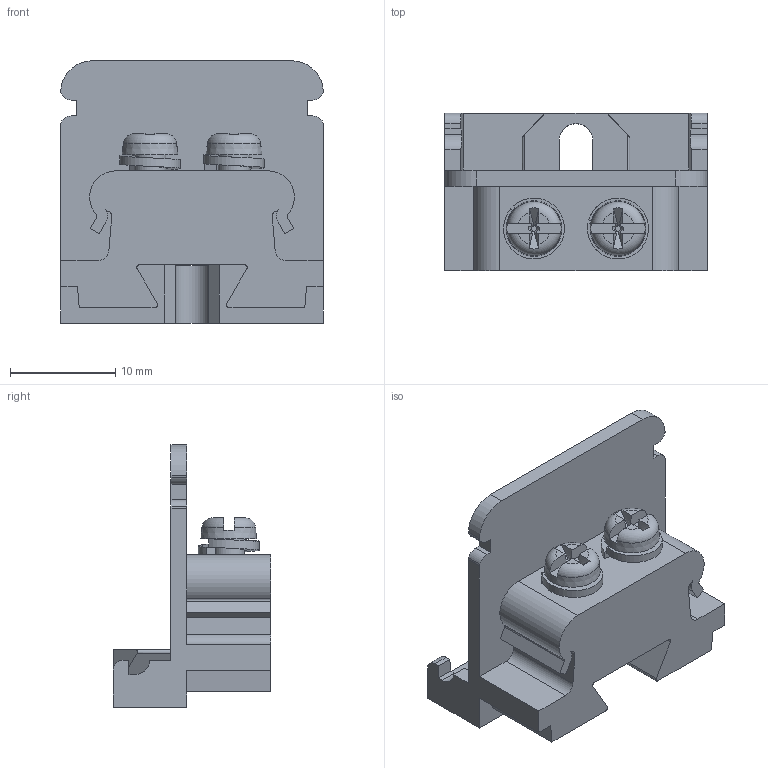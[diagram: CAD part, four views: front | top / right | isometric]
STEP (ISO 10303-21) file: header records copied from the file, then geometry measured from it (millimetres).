
FILE_DESCRIPTION(/* description */ ('Unknown'),/* implementation_level */ '2;1');
FILE_NAME(/* name */ 'PBTM3_3D_SOLID',/* time_stamp */ '2024-12-05T13:35:46+05:00',/* author */ ('Unknown'),/* organization */ ('Unknown'),/* preprocessor_version */ 'ST-DEVELOPER v16.7',/* originating_system */ 'Solid Edge',/* authorisation */ 'Unknown');
FILE_SCHEMA (('AUTOMOTIVE_DESIGN {1 0 10303 214 3 1 1}'));
Length unit declared in the file: millimetre
Products named in the file (1): PBTM3_3D_SOLID
Bounding box: 25 x 15 x 25 mm (x, y, z)
Volume: 3120.3 mm3; surface area: 2901.3 mm2
Topology: 1 solids, 1 shells, 158 faces, 462 edges, 310 vertices
Faces by surface type: plane 85, cylinder 39, bspline 28, torus 4, cone 2
Full cylindrical faces by diameter (mm): 3 x2
Entity records: 6908 total; most frequent: CARTESIAN_POINT 1853, ORIENTED_EDGE 908, DIRECTION 690, EDGE_CURVE 454, VERTEX_POINT 306, LINE 244, VECTOR 244, AXIS2_PLACEMENT_3D 223
